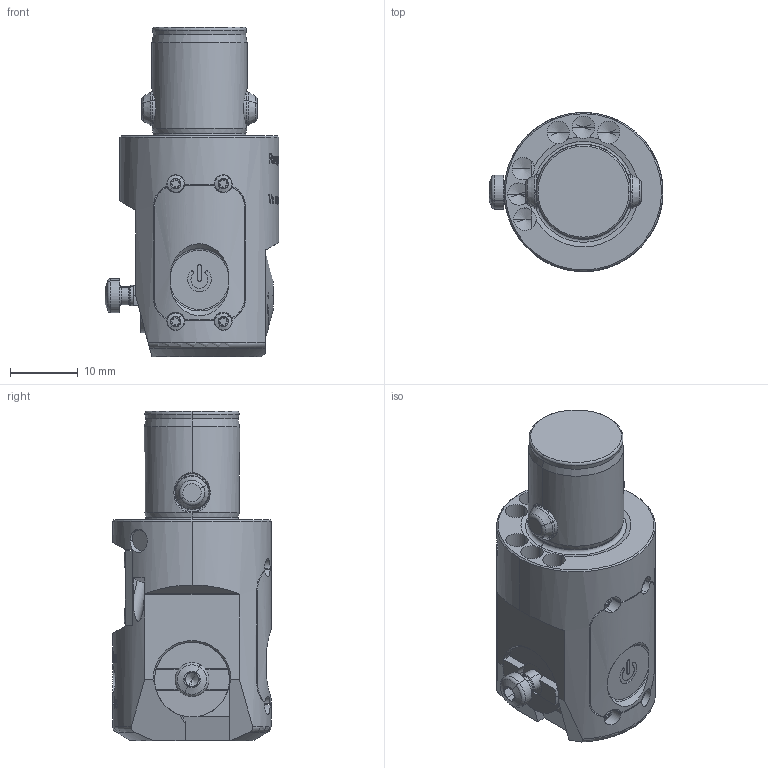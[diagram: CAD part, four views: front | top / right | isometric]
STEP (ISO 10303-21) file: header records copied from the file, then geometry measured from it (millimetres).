
FILE_DESCRIPTION (( 'STEP AP214' ), '1' );
FILE_NAME ('310.820.0_EWE25-47CKB2_Kundenversion.SLDPRT.STEP', '2021-05-19T07:03:31', ( '' ), ( '' ), 'SwSTEP 2.0', 'SolidWorks 2020', '' );
FILE_SCHEMA (( 'AUTOMOTIVE_DESIGN' ));
Length unit declared in the file: millimetre
Products named in the file (1): 310.820.0_EWE25-47CKB2_Kundenversion.SLDPRT
Bounding box: 25.6 x 23.4 x 48.5 mm (x, y, z)
Volume: 14825.1 mm3; surface area: 4930.7 mm2
Topology: 1 solids, 2 shells, 1466 faces, 3901 edges, 2535 vertices
Faces by surface type: plane 573, bspline 420, cylinder 349, cone 82, torus 26, sphere 16
Entity records: 65697 total; most frequent: CARTESIAN_POINT 32283, ORIENTED_EDGE 7770, DIRECTION 5628, EDGE_CURVE 3885, VERTEX_POINT 2535, AXIS2_PLACEMENT_3D 1996, LINE 1636, VECTOR 1636
